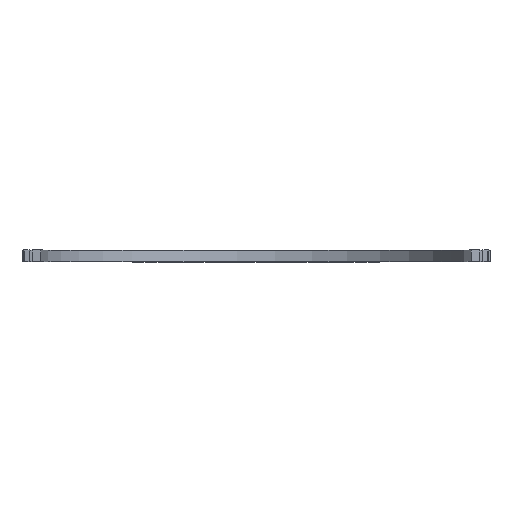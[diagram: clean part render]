
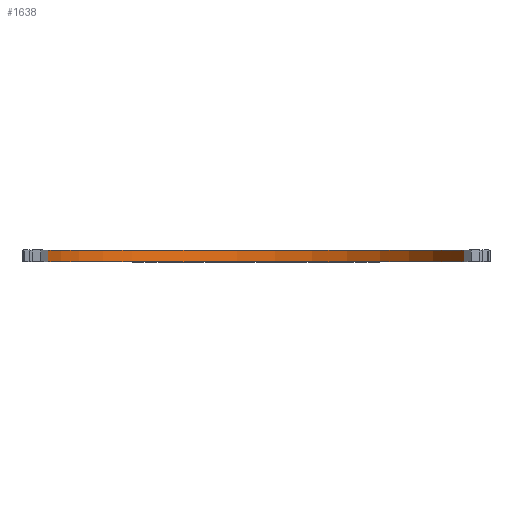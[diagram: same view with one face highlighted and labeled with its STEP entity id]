
A CAD part, top view. The second image highlights one B-rep face of the part: STEP entity #1638.
In plain terms, the highlighted cylindrical face has radius 75 mm (diameter 150 mm), a partial arc.
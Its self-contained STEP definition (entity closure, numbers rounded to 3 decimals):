
#142=FACE_OUTER_BOUND('',#224,.T.);
#224=EDGE_LOOP('',(#1425,#1426,#1427,#1428));
#406=LINE('',#2702,#590);
#407=LINE('',#2706,#591);
#590=VECTOR('',#2212,10.);
#591=VECTOR('',#2217,10.);
#623=CIRCLE('',#1674,75.);
#653=CIRCLE('',#1775,75.);
#717=VERTEX_POINT('',#2374);
#718=VERTEX_POINT('',#2376);
#810=VERTEX_POINT('',#2700);
#811=VERTEX_POINT('',#2704);
#879=EDGE_CURVE('',#717,#718,#623,.T.);
#1042=EDGE_CURVE('',#717,#810,#406,.T.);
#1043=EDGE_CURVE('',#811,#810,#653,.T.);
#1044=EDGE_CURVE('',#718,#811,#407,.T.);
#1425=ORIENTED_EDGE('',*,*,#879,.F.);
#1426=ORIENTED_EDGE('',*,*,#1042,.T.);
#1427=ORIENTED_EDGE('',*,*,#1043,.F.);
#1428=ORIENTED_EDGE('',*,*,#1044,.F.);
#1561=CYLINDRICAL_SURFACE('',#1774,75.);
#1638=ADVANCED_FACE('',(#142),#1561,.F.);
#1674=AXIS2_PLACEMENT_3D('',#2377,#1879,#1880);
#1774=AXIS2_PLACEMENT_3D('',#2703,#2213,#2214);
#1775=AXIS2_PLACEMENT_3D('',#2705,#2215,#2216);
#1879=DIRECTION('center_axis',(0.,1.,0.));
#1880=DIRECTION('ref_axis',(0.967,0.,-0.256));
#2212=DIRECTION('',(0.,1.,0.));
#2213=DIRECTION('center_axis',(0.,1.,0.));
#2214=DIRECTION('ref_axis',(0.967,0.,-0.256));
#2215=DIRECTION('center_axis',(0.,-1.,0.));
#2216=DIRECTION('ref_axis',(0.967,0.,-0.256));
#2217=DIRECTION('',(0.,1.,0.));
#2374=CARTESIAN_POINT('',(-164.579,0.,39.949));
#2376=CARTESIAN_POINT('',(-309.571,0.,39.949));
#2377=CARTESIAN_POINT('Origin',(-237.075,0.,59.168));
#2700=CARTESIAN_POINT('',(-164.579,4.,39.949));
#2702=CARTESIAN_POINT('',(-164.579,0.,39.949));
#2703=CARTESIAN_POINT('Origin',(-237.075,0.,59.168));
#2704=CARTESIAN_POINT('',(-309.571,4.,39.949));
#2705=CARTESIAN_POINT('Origin',(-237.075,4.,59.168));
#2706=CARTESIAN_POINT('',(-309.571,0.,39.949));
